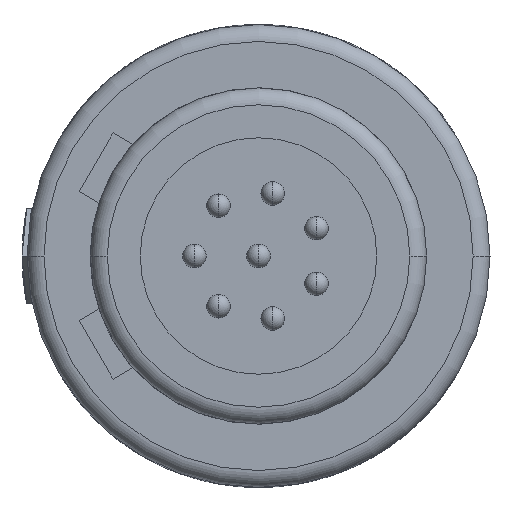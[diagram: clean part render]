
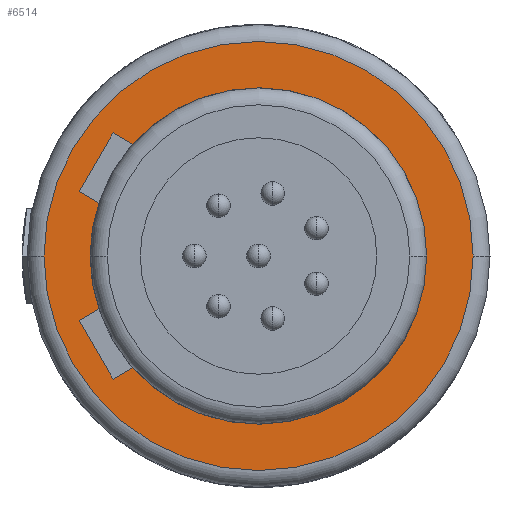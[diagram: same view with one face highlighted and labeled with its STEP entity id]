
A CAD part, left-side view. The second image highlights one B-rep face of the part: STEP entity #6514.
In plain terms, the highlighted planar face has unit normal (-1, 0, 0).
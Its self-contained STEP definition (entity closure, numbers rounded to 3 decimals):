
#1908=CARTESIAN_POINT('',(-6.7,0.,0.));
#1909=DIRECTION('',(-1.,0.,0.));
#1910=DIRECTION('',(0.,-1.,0.));
#1911=AXIS2_PLACEMENT_3D('',#1908,#1909,#1910);
#1913=CARTESIAN_POINT('',(-6.7,0.,0.));
#1914=DIRECTION('',(-1.,0.,0.));
#1915=DIRECTION('',(0.,1.,0.));
#1916=AXIS2_PLACEMENT_3D('',#1913,#1914,#1915);
#1918=DIRECTION('',(0.,0.866,-0.5));
#1919=VECTOR('',#1918,0.677);
#1920=CARTESIAN_POINT('',(-6.7,3.721,-3.303));
#1921=LINE('',#1920,#1919);
#1922=DIRECTION('',(0.,0.866,0.5));
#1923=VECTOR('',#1922,0.677);
#1924=CARTESIAN_POINT('',(-6.7,3.721,3.303));
#1925=LINE('',#1924,#1923);
#1926=DIRECTION('',(0.,-0.5,0.866));
#1927=VECTOR('',#1926,2.);
#1928=CARTESIAN_POINT('',(-6.7,5.306,1.909));
#1929=LINE('',#1928,#1927);
#1930=DIRECTION('',(0.,0.866,0.5));
#1931=VECTOR('',#1930,0.677);
#1932=CARTESIAN_POINT('',(-6.7,4.721,1.571));
#1933=LINE('',#1932,#1931);
#1934=DIRECTION('',(0.,0.866,-0.5));
#1935=VECTOR('',#1934,0.677);
#1936=CARTESIAN_POINT('',(-6.7,4.721,-1.571));
#1937=LINE('',#1936,#1935);
#1938=DIRECTION('',(0.,0.5,0.866));
#1939=VECTOR('',#1938,2.);
#1940=CARTESIAN_POINT('',(-6.7,4.306,-3.641));
#1941=LINE('',#1940,#1939);
#1976=CARTESIAN_POINT('',(-6.7,0.,0.));
#1977=DIRECTION('',(-1.,0.,0.));
#1978=DIRECTION('',(0.,1.,0.));
#1979=AXIS2_PLACEMENT_3D('',#1976,#1977,#1978);
#1994=CARTESIAN_POINT('',(-6.7,0.,0.));
#1995=DIRECTION('',(-1.,0.,0.));
#1996=DIRECTION('',(0.,0.748,-0.664));
#1997=AXIS2_PLACEMENT_3D('',#1994,#1995,#1996);
#2016=CARTESIAN_POINT('',(-6.7,0.,0.));
#2017=DIRECTION('',(1.,0.,0.));
#2018=DIRECTION('',(0.,0.748,0.664));
#2019=AXIS2_PLACEMENT_3D('',#2016,#2017,#2018);
#2026=CARTESIAN_POINT('',(-6.7,0.,0.));
#2027=DIRECTION('',(1.,0.,0.));
#2028=DIRECTION('',(0.,1.,0.));
#2029=AXIS2_PLACEMENT_3D('',#2026,#2027,#2028);
#3439=CARTESIAN_POINT('',(-6.7,-6.35,0.));
#3440=CARTESIAN_POINT('',(-6.7,6.35,0.));
#3441=VERTEX_POINT('',#3439);
#3442=VERTEX_POINT('',#3440);
#3455=CARTESIAN_POINT('',(-6.7,4.975,0.));
#3456=VERTEX_POINT('',#3455);
#3457=CARTESIAN_POINT('',(-6.7,-4.975,0.));
#3458=VERTEX_POINT('',#3457);
#3957=CARTESIAN_POINT('',(-6.7,4.306,3.641));
#3958=VERTEX_POINT('',#3957);
#3961=CARTESIAN_POINT('',(-6.7,5.306,1.909));
#3962=VERTEX_POINT('',#3961);
#3969=CARTESIAN_POINT('',(-6.7,4.306,-3.641));
#3970=VERTEX_POINT('',#3969);
#3973=CARTESIAN_POINT('',(-6.7,5.306,-1.909));
#3974=VERTEX_POINT('',#3973);
#3977=CARTESIAN_POINT('',(-6.7,4.721,1.571));
#3978=VERTEX_POINT('',#3977);
#3979=CARTESIAN_POINT('',(-6.7,3.721,3.303));
#3980=VERTEX_POINT('',#3979);
#3981=CARTESIAN_POINT('',(-6.7,3.721,-3.303));
#3982=VERTEX_POINT('',#3981);
#3983=CARTESIAN_POINT('',(-6.7,4.721,-1.571));
#3984=VERTEX_POINT('',#3983);
#6482=CARTESIAN_POINT('',(-6.7,0.,0.));
#6483=DIRECTION('',(1.,0.,0.));
#6484=DIRECTION('',(0.,-1.,0.));
#6485=AXIS2_PLACEMENT_3D('',#6482,#6483,#6484);
#6486=PLANE('',#6485);
#6488=ORIENTED_EDGE('',*,*,#6487,.F.);
#6489=ORIENTED_EDGE('',*,*,#6465,.F.);
#6490=EDGE_LOOP('',(#6488,#6489));
#6491=FACE_OUTER_BOUND('',#6490,.F.);
#6493=ORIENTED_EDGE('',*,*,#6492,.F.);
#6495=ORIENTED_EDGE('',*,*,#6494,.T.);
#6497=ORIENTED_EDGE('',*,*,#6496,.F.);
#6499=ORIENTED_EDGE('',*,*,#6498,.T.);
#6501=ORIENTED_EDGE('',*,*,#6500,.F.);
#6503=ORIENTED_EDGE('',*,*,#6502,.F.);
#6505=ORIENTED_EDGE('',*,*,#6504,.F.);
#6507=ORIENTED_EDGE('',*,*,#6506,.T.);
#6509=ORIENTED_EDGE('',*,*,#6508,.T.);
#6511=ORIENTED_EDGE('',*,*,#6510,.F.);
#6512=EDGE_LOOP('',(#6493,#6495,#6497,#6499,#6501,#6503,#6505,#6507,#6509,
#6511));
#6513=FACE_BOUND('',#6512,.F.);
#1912=CIRCLE('',#1911,6.35);
#1917=CIRCLE('',#1916,6.35);
#1980=CIRCLE('',#1979,4.975);
#1998=CIRCLE('',#1997,4.975);
#2020=CIRCLE('',#2019,4.975);
#2030=CIRCLE('',#2029,4.975);
#6465=EDGE_CURVE('',#3442,#3441,#1917,.T.);
#6487=EDGE_CURVE('',#3441,#3442,#1912,.T.);
#6492=EDGE_CURVE('',#3982,#3970,#1921,.T.);
#6494=EDGE_CURVE('',#3982,#3458,#1998,.T.);
#6496=EDGE_CURVE('',#3980,#3458,#2020,.T.);
#6498=EDGE_CURVE('',#3980,#3958,#1925,.T.);
#6500=EDGE_CURVE('',#3962,#3958,#1929,.T.);
#6502=EDGE_CURVE('',#3978,#3962,#1933,.T.);
#6504=EDGE_CURVE('',#3456,#3978,#2030,.T.);
#6506=EDGE_CURVE('',#3456,#3984,#1980,.T.);
#6508=EDGE_CURVE('',#3984,#3974,#1937,.T.);
#6510=EDGE_CURVE('',#3970,#3974,#1941,.T.);
#6514=ADVANCED_FACE('',(#6491,#6513),#6486,.F.);
